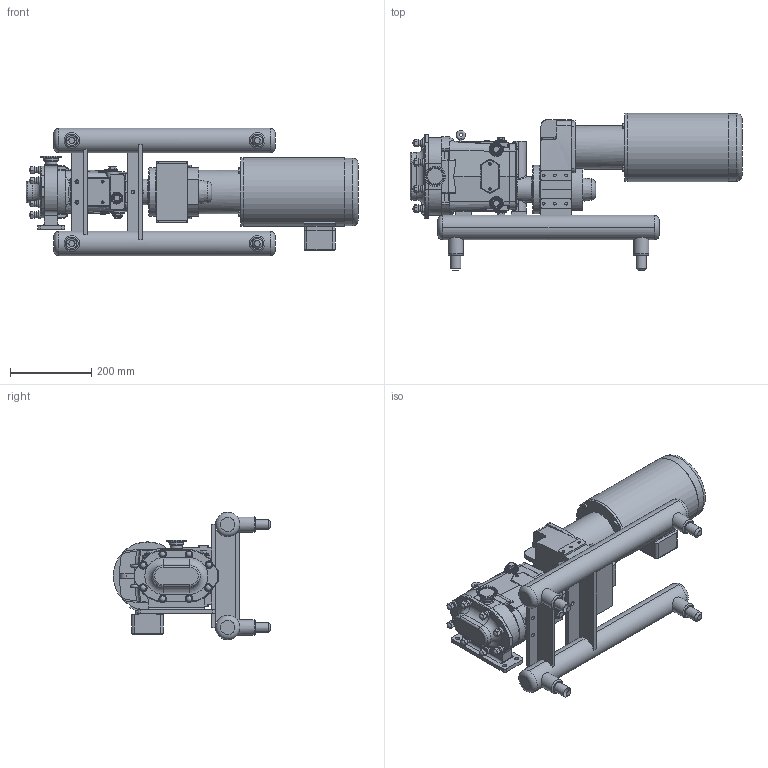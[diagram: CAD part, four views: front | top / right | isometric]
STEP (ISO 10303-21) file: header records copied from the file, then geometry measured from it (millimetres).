
FILE_DESCRIPTION(/* description */ (''),/* implementation_level */ '2;1');
FILE_NAME(/* name */ 'U1_014U1_145TC_(1.44 x 4.94)x1.5_S-Line_2HP_LH_SM.stp',/* time_stamp */ '2021-05-24T16:18:03+06:00',/* author */ ('trtmhr'),/* organization */ (''),/* preprocessor_version */ 'ST-DEVELOPER v18.1',/* originating_system */ 'Autodesk Inventor 2020',/* authorisation */ '');
FILE_SCHEMA (('AUTOMOTIVE_DESIGN { 1 0 10303 214 3 1 1 }'));
Length unit declared in the file: inch
Products named in the file (1): U1_024U1_145TC_(1.75 x 5.13)x1.5_S-Line_2HP_LH_SM
Bounding box: 818.44 x 388.11 x 314.32 mm (x, y, z)
Volume: 19116510.7 mm3; surface area: 991439.2 mm2
Topology: 5 solids, 5 shells, 1124 faces, 2966 edges, 1928 vertices
Faces by surface type: plane 531, cylinder 330, bspline 108, torus 89, cone 54, sphere 12
Full cylindrical faces by diameter (mm): 6.35 x12, 6.528 x4, 7.62 x2, 7.798 x1, 9.525 x3, 10.312 x4, 14.275 x8, 15.24 x1, 19.05 x8, 23.876 x3, 25.4 x11, 29.21 x2, 29.362 x2, 30.378 x1, 31.75 x3, 35.052 x2, 35.712 x1, 38.1 x5, 50.495 x1, 63.5 x1, 107.01 x1, 119.888 x1, 119.99 x1, 166.116 x1, 167.996 x1, 168.402 x1
Entity records: 38253 total; most frequent: CARTESIAN_POINT 10216, ORIENTED_EDGE 5910, DIRECTION 5829, EDGE_CURVE 2955, AXIS2_PLACEMENT_3D 2194, VERTEX_POINT 1928, LINE 1441, VECTOR 1441
